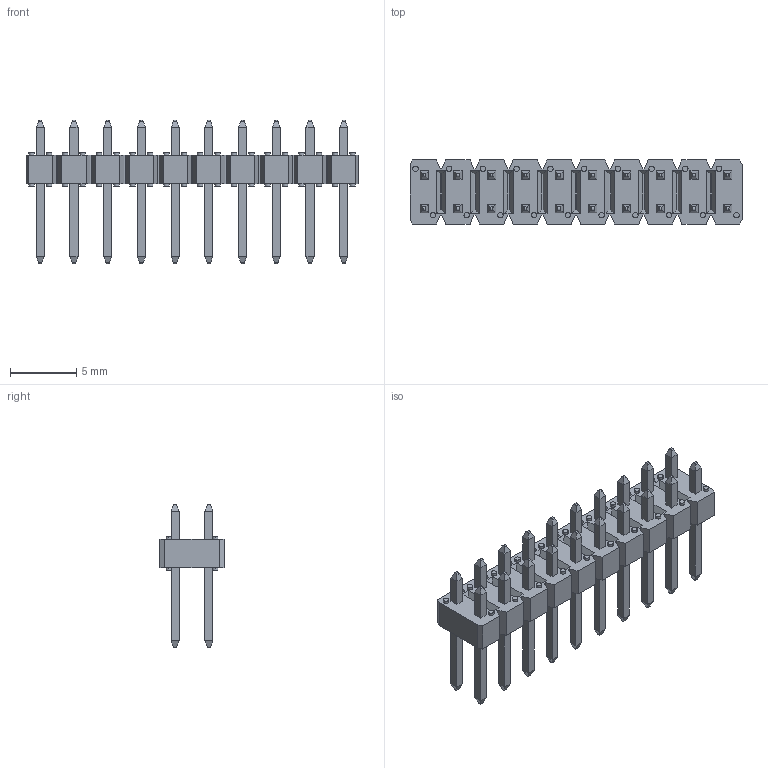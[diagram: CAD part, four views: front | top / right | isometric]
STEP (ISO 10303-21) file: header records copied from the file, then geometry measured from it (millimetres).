
FILE_DESCRIPTION(('STEP AP214'),'1');
FILE_NAME('6889.stp','2016-12-08T17:52:11',('TraceParts'),('TraceParts S.A.'),'Spatial InterOp 3D',' ',' ');
FILE_SCHEMA(('automotive_design'));
Length unit declared in the file: millimetre
Products named in the file (21): 77313_Y01_20_ASM|Next assembly relationship;98470-020; 77313_Y01_20_ASM|Next assembly relationship;77310_Y01
Bounding box: 25 x 4.83 x 10.8 mm (x, y, z)
Volume: 298.3 mm3; surface area: 1040.1 mm2
Topology: 21 solids, 21 shells, 652 faces, 1496 edges, 944 vertices
Faces by surface type: plane 532, cylinder 120
Entity records: 19135 total; most frequent: CARTESIAN_POINT 4073, ORIENTED_EDGE 2992, DIRECTION 2922, EDGE_CURVE 1496, LINE 1256, VECTOR 1256, VERTEX_POINT 944, AXIS2_PLACEMENT_3D 833
